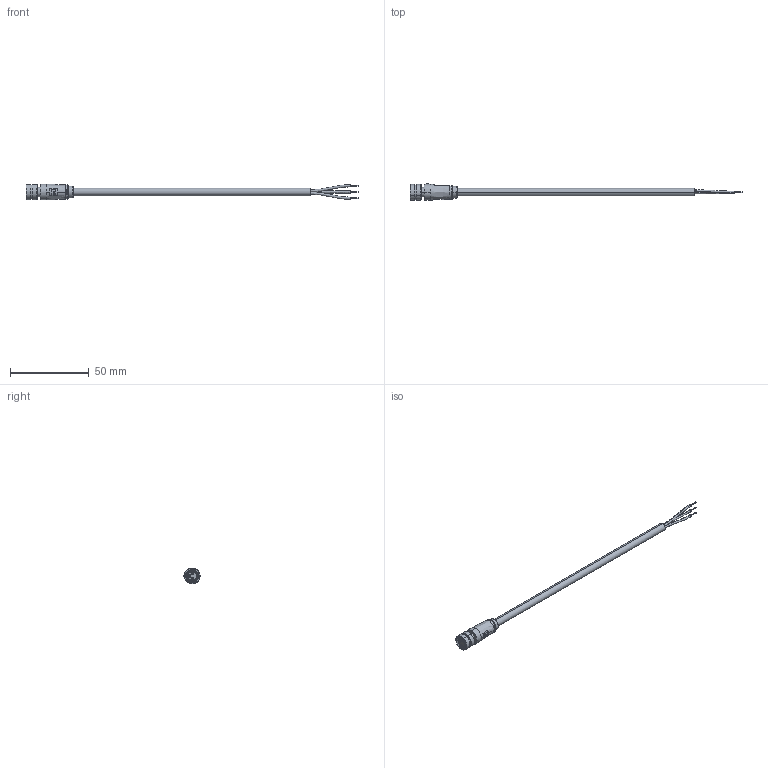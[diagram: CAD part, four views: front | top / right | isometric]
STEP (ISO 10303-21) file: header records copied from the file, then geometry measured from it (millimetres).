
FILE_DESCRIPTION (( 'STEP AP203' ), '1' );
FILE_NAME ('10-05913.STEP', '2023-11-14T18:31:53', ( '' ), ( '' ), 'SwSTEP 2.0', 'SolidWorks 2021', '' );
FILE_SCHEMA (( 'CONFIG_CONTROL_DESIGN' ));
Length unit declared in the file: millimetre
Products named in the file (8): 24-00378_3D print; 30-02978_s + t; 50-00677_STEP; 50-00677-01___; 50-00677-02_STEP; 50-00677-04___; 50-00677-03___; 10-05913
Assembly tree (9 placements, depth 3):
  10-05913
    24-00378_3D print
    50-00677_STEP
      50-00677-01___
      50-00677-02_STEP
      50-00677-03___  x3
      50-00677-04___
    30-02978_s + t
Bounding box: 211 x 10.25 x 10 mm (x, y, z)
Volume: 4796.3 mm3; surface area: 24018.1 mm2
Topology: 256 solids, 256 shells, 1611 faces, 3165 edges, 2084 vertices
Faces by surface type: cylinder 850, plane 622, bspline 84, cone 44, torus 11
Entity records: 43217 total; most frequent: CARTESIAN_POINT 10731, DIRECTION 7187, ORIENTED_EDGE 5736, AXIS2_PLACEMENT_3D 3112, EDGE_CURVE 2868, VERTEX_POINT 1896, EDGE_LOOP 1776, CIRCLE 1674
